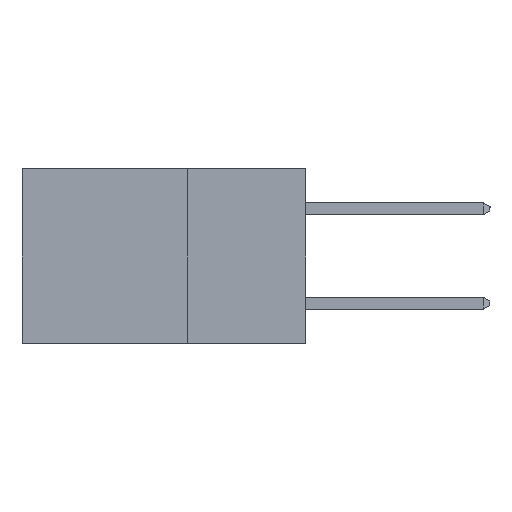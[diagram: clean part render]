
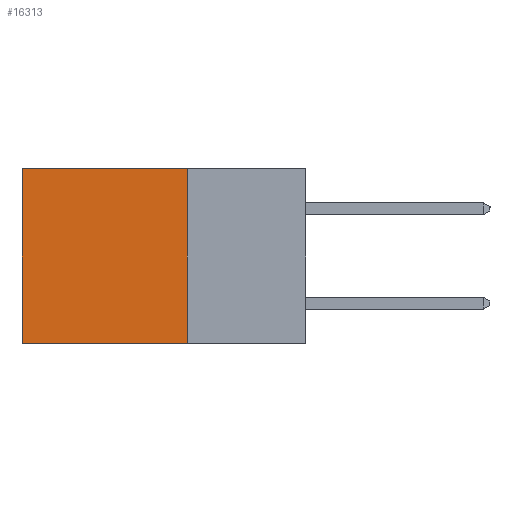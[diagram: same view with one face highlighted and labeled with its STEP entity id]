
A CAD part, left-side view. The second image highlights one B-rep face of the part: STEP entity #16313.
In plain terms, the highlighted planar face has unit normal (-1, 0, 0).
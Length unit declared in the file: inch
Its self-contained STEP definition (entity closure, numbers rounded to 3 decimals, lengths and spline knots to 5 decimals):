
#947 = DIRECTION ( 'NONE',  ( 0., 0., -1. ) ) ;
#1129 = LINE ( 'NONE', #7348, #7813 ) ;
#1463 = CARTESIAN_POINT ( 'NONE',  ( 0.2615, 0.25, -0.37 ) ) ;
#1503 = CARTESIAN_POINT ( 'NONE',  ( 0.2615, 0.6, -0.37 ) ) ;
#2666 = FACE_OUTER_BOUND ( 'NONE', #12273, .T. ) ;
#2772 = DIRECTION ( 'NONE',  ( 0., 0., -1. ) ) ;
#4005 = VECTOR ( 'NONE', #15899, 39.37008 ) ;
#4340 = CARTESIAN_POINT ( 'NONE',  ( 0.2615, 0.6, 0. ) ) ;
#5728 = DIRECTION ( 'NONE',  ( 0., 1., 0. ) ) ;
#5881 = ORIENTED_EDGE ( 'NONE', *, *, #9791, .F. ) ;
#5986 = VERTEX_POINT ( 'NONE', #1503 ) ;
#6770 = EDGE_CURVE ( 'NONE', #10205, #10608, #1129, .T. ) ;
#7095 = CARTESIAN_POINT ( 'NONE',  ( 0.2615, 0.25, -0.37 ) ) ;
#7348 = CARTESIAN_POINT ( 'NONE',  ( 0.2615, 0.25, -0.37 ) ) ;
#7500 = CARTESIAN_POINT ( 'NONE',  ( 0.2615, 0.6, -0.37 ) ) ;
#7813 = VECTOR ( 'NONE', #947, 39.37008 ) ;
#8444 = AXIS2_PLACEMENT_3D ( 'NONE', #1463, #19265, #2772 ) ;
#8797 = LINE ( 'NONE', #11745, #19166 ) ;
#9023 = ORIENTED_EDGE ( 'NONE', *, *, #18500, .T. ) ;
#9079 = ORIENTED_EDGE ( 'NONE', *, *, #6770, .F. ) ;
#9356 = VECTOR ( 'NONE', #13332, 39.37008 ) ;
#9791 = EDGE_CURVE ( 'NONE', #10608, #5986, #12833, .T. ) ;
#10205 = VERTEX_POINT ( 'NONE', #15779 ) ;
#10608 = VERTEX_POINT ( 'NONE', #12867 ) ;
#11745 = CARTESIAN_POINT ( 'NONE',  ( 0.2615, 0.25, 0. ) ) ;
#12273 = EDGE_LOOP ( 'NONE', ( #15468, #5881, #9079, #9023 ) ) ;
#12833 = LINE ( 'NONE', #7095, #4005 ) ;
#12867 = CARTESIAN_POINT ( 'NONE',  ( 0.2615, 0.25, -0.37 ) ) ;
#13332 = DIRECTION ( 'NONE',  ( 0., 0., -1. ) ) ;
#15262 = EDGE_CURVE ( 'NONE', #16357, #5986, #16688, .T. ) ;
#15468 = ORIENTED_EDGE ( 'NONE', *, *, #15262, .T. ) ;
#15779 = CARTESIAN_POINT ( 'NONE',  ( 0.2615, 0.25, 0. ) ) ;
#15899 = DIRECTION ( 'NONE',  ( 0., 1., 0. ) ) ;
#16296 = PLANE ( 'NONE',  #8444 ) ;
#16313 = ADVANCED_FACE ( 'NONE', ( #2666 ), #16296, .F. ) ;
#16357 = VERTEX_POINT ( 'NONE', #4340 ) ;
#16688 = LINE ( 'NONE', #7500, #9356 ) ;
#18500 = EDGE_CURVE ( 'NONE', #10205, #16357, #8797, .T. ) ;
#19166 = VECTOR ( 'NONE', #5728, 39.37008 ) ;
#19265 = DIRECTION ( 'NONE',  ( 1., 0., 0. ) ) ;
